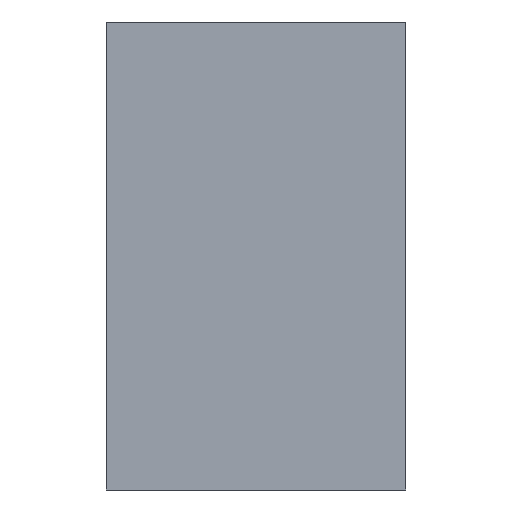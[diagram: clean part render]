
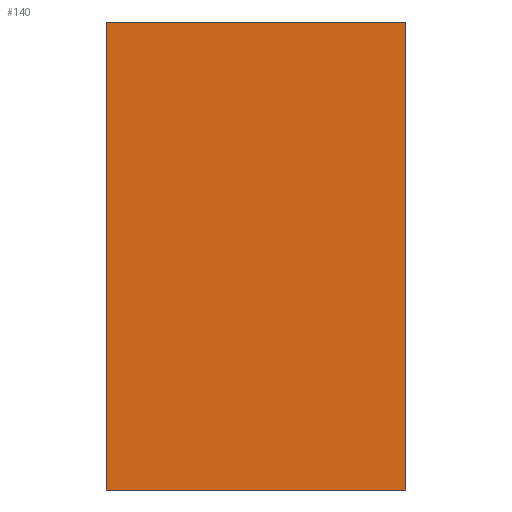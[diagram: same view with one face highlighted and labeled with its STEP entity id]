
A CAD part, left-side view. The second image highlights one B-rep face of the part: STEP entity #140.
In plain terms, the highlighted planar face has unit normal (-1, 0, 0).
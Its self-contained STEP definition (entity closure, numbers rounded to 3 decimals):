
#5 = ORIENTED_EDGE ( 'NONE', *, *, #489, .T. ) ;
#26 = CARTESIAN_POINT ( 'NONE',  ( -1., 0.8, 0.625 ) ) ;
#140 = ADVANCED_FACE ( 'NONE', ( #615 ), #268, .F. ) ;
#150 = CARTESIAN_POINT ( 'NONE',  ( -1., 0.8, -0.625 ) ) ;
#163 = CARTESIAN_POINT ( 'NONE',  ( -1., 0.8, 0.625 ) ) ;
#171 = VECTOR ( 'NONE', #194, 1000. ) ;
#178 = ORIENTED_EDGE ( 'NONE', *, *, #560, .T. ) ;
#191 = LINE ( 'NONE', #632, #526 ) ;
#194 = DIRECTION ( 'NONE',  ( 0., -1., 0. ) ) ;
#218 = DIRECTION ( 'NONE',  ( 0., 0., -1. ) ) ;
#259 = EDGE_CURVE ( 'NONE', #441, #583, #435, .T. ) ;
#266 = CARTESIAN_POINT ( 'NONE',  ( -1., 0., -0.625 ) ) ;
#268 = PLANE ( 'NONE',  #483 ) ;
#272 = DIRECTION ( 'NONE',  ( 0., 0., 1. ) ) ;
#274 = ORIENTED_EDGE ( 'NONE', *, *, #587, .F. ) ;
#323 = DIRECTION ( 'NONE',  ( 0., -1., 0. ) ) ;
#327 = VECTOR ( 'NONE', #323, 1000. ) ;
#344 = VECTOR ( 'NONE', #272, 1000. ) ;
#367 = LINE ( 'NONE', #533, #327 ) ;
#422 = DIRECTION ( 'NONE',  ( 0., 0., 1. ) ) ;
#435 = LINE ( 'NONE', #447, #344 ) ;
#441 = VERTEX_POINT ( 'NONE', #561 ) ;
#447 = CARTESIAN_POINT ( 'NONE',  ( -1., 0.8, 0.625 ) ) ;
#473 = CARTESIAN_POINT ( 'NONE',  ( -1., 0., 0.625 ) ) ;
#483 = AXIS2_PLACEMENT_3D ( 'NONE', #163, #530, #218 ) ;
#489 = EDGE_CURVE ( 'NONE', #441, #599, #594, .T. ) ;
#507 = ORIENTED_EDGE ( 'NONE', *, *, #259, .F. ) ;
#526 = VECTOR ( 'NONE', #422, 1000. ) ;
#530 = DIRECTION ( 'NONE',  ( 1., 0., 0. ) ) ;
#533 = CARTESIAN_POINT ( 'NONE',  ( -1., 0.8, 0.625 ) ) ;
#543 = VERTEX_POINT ( 'NONE', #473 ) ;
#560 = EDGE_CURVE ( 'NONE', #599, #543, #191, .T. ) ;
#561 = CARTESIAN_POINT ( 'NONE',  ( -1., 0.8, -0.625 ) ) ;
#567 = EDGE_LOOP ( 'NONE', ( #178, #274, #507, #5 ) ) ;
#583 = VERTEX_POINT ( 'NONE', #26 ) ;
#587 = EDGE_CURVE ( 'NONE', #583, #543, #367, .T. ) ;
#594 = LINE ( 'NONE', #150, #171 ) ;
#599 = VERTEX_POINT ( 'NONE', #266 ) ;
#615 = FACE_OUTER_BOUND ( 'NONE', #567, .T. ) ;
#632 = CARTESIAN_POINT ( 'NONE',  ( -1., 0., 0.625 ) ) ;
